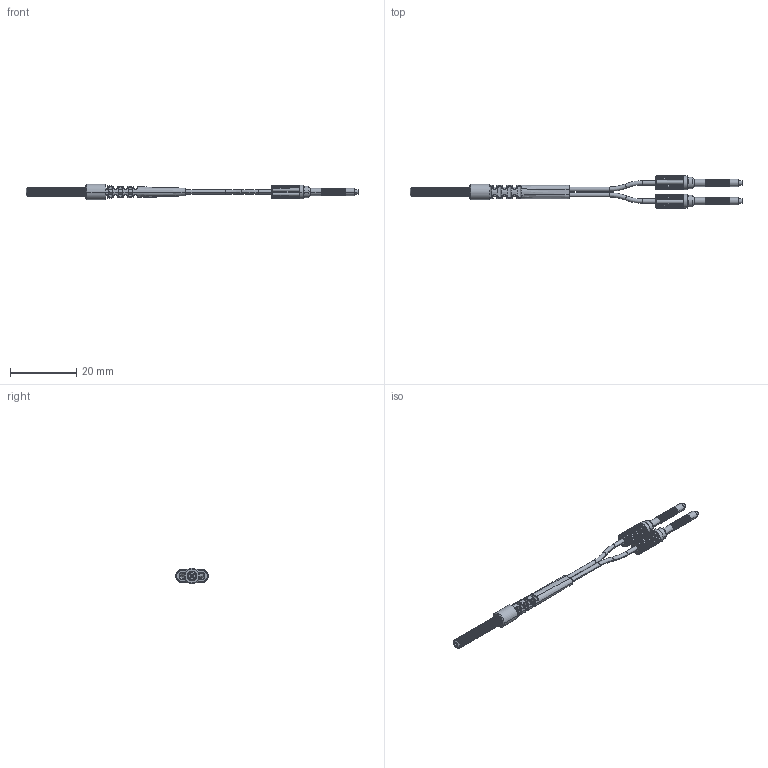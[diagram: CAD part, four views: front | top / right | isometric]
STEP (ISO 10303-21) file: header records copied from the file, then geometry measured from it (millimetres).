
FILE_DESCRIPTION((''),'2;1');
FILE_NAME('PRC3Y10FG_ASM','2020-06-17T11:27:11',('Administrator'),(''),'CREO PARAMETRIC BY PTC INC, 2018400','CREO PARAMETRIC BY PTC INC, 2018400','');
FILE_SCHEMA(('AUTOMOTIVE_DESIGN { 1 0 10303 214 1 1 1 1 }'));
Products named in the file (6): 3MM-18_; 13XXX_; PRM3-13__; JW22_13__; 13XIAN__ASM; PRC3Y10FG_ASM
Assembly tree (6 placements, depth 3):
  PRC3Y10FG_ASM
    3MM-18_
    13XIAN__ASM
      13XXX_
      PRM3-13__
      JW22_13__  x2
Bounding box: 100 x 9.7 x 4.8 mm (x, y, z)
Volume: 840.8 mm3; surface area: 2553.2 mm2
Topology: 6 solids, 6 shells, 1189 faces, 2914 edges, 1742 vertices
Faces by surface type: cylinder 480, plane 254, bspline 235, torus 160, extrusion 46, cone 14
Entity records: 46714 total; most frequent: CARTESIAN_POINT 26250, ORIENTED_EDGE 4056, DIRECTION 3236, EDGE_CURVE 2028, AXIS2_PLACEMENT_3D 1383, VERTEX_POINT 1220, EDGE_LOOP 846, PRESENTATION_STYLE_ASSIGNMENT 837
